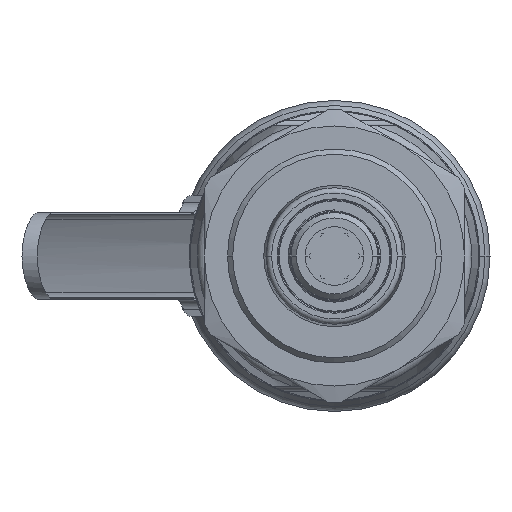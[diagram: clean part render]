
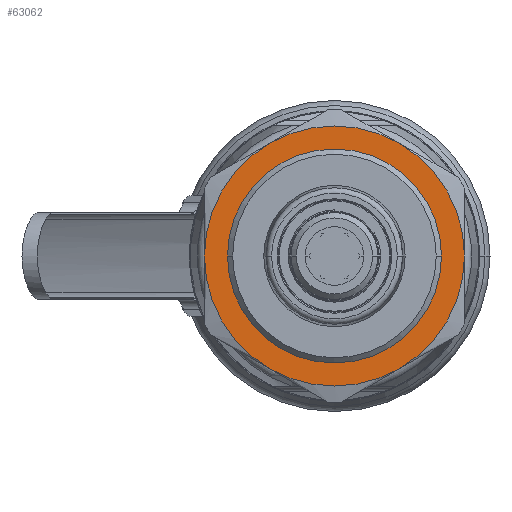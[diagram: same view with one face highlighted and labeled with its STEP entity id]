
A CAD part, left-side view. The second image highlights one B-rep face of the part: STEP entity #63062.
In plain terms, the highlighted planar face has unit normal (-1, 0, 0).
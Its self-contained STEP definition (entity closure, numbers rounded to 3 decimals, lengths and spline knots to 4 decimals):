
#10258=CARTESIAN_POINT('',(-7.7168,0.,0.));
#10259=DIRECTION('',(1.,0.,0.));
#10260=DIRECTION('',(0.,-1.,0.));
#10261=AXIS2_PLACEMENT_3D('',#10258,#10259,#10260);
#10263=CARTESIAN_POINT('',(-7.7168,0.,0.));
#10264=DIRECTION('',(1.,0.,0.));
#10265=DIRECTION('',(0.,-0.5,-0.866));
#10266=AXIS2_PLACEMENT_3D('',#10263,#10264,#10265);
#10268=CARTESIAN_POINT('',(-7.7168,0.,0.));
#10269=DIRECTION('',(1.,0.,0.));
#10270=DIRECTION('',(0.,0.5,-0.866));
#10271=AXIS2_PLACEMENT_3D('',#10268,#10269,#10270);
#10273=CARTESIAN_POINT('',(-7.7168,0.,0.));
#10274=DIRECTION('',(1.,0.,0.));
#10275=DIRECTION('',(0.,1.,0.));
#10276=AXIS2_PLACEMENT_3D('',#10273,#10274,#10275);
#10278=CARTESIAN_POINT('',(-7.7168,0.,0.));
#10279=DIRECTION('',(1.,0.,0.));
#10280=DIRECTION('',(0.,0.5,0.866));
#10281=AXIS2_PLACEMENT_3D('',#10278,#10279,#10280);
#10283=CARTESIAN_POINT('',(-7.7168,0.,0.));
#10284=DIRECTION('',(1.,0.,0.));
#10285=DIRECTION('',(0.,-0.5,0.866));
#10286=AXIS2_PLACEMENT_3D('',#10283,#10284,#10285);
#10288=CARTESIAN_POINT('',(-7.7168,0.,0.));
#10289=DIRECTION('',(-1.,0.,0.));
#10290=DIRECTION('',(0.,1.,0.));
#10291=AXIS2_PLACEMENT_3D('',#10288,#10289,#10290);
#10293=CARTESIAN_POINT('',(-7.7168,0.,0.));
#10294=DIRECTION('',(-1.,0.,0.));
#10295=DIRECTION('',(0.,-1.,0.));
#10296=AXIS2_PLACEMENT_3D('',#10293,#10294,#10295);
#52022=CARTESIAN_POINT('',(-7.7168,-0.7475,0.));
#52023=CARTESIAN_POINT('',(-7.7168,-0.3737,-0.6474));
#52024=VERTEX_POINT('',#52022);
#52025=VERTEX_POINT('',#52023);
#52026=CARTESIAN_POINT('',(-7.7168,0.3737,-0.6474));
#52027=VERTEX_POINT('',#52026);
#52028=CARTESIAN_POINT('',(-7.7168,0.7475,0.));
#52029=VERTEX_POINT('',#52028);
#52030=CARTESIAN_POINT('',(-7.7168,0.3737,0.6474));
#52031=VERTEX_POINT('',#52030);
#52032=CARTESIAN_POINT('',(-7.7168,-0.3737,0.6474));
#52033=VERTEX_POINT('',#52032);
#52687=CARTESIAN_POINT('',(-7.7168,0.615,0.));
#52688=CARTESIAN_POINT('',(-7.7168,-0.615,0.));
#52689=VERTEX_POINT('',#52687);
#52690=VERTEX_POINT('',#52688);
#63043=CARTESIAN_POINT('',(-7.7168,0.,0.));
#63044=DIRECTION('',(1.,0.,0.));
#63045=DIRECTION('',(0.,1.,0.));
#63046=AXIS2_PLACEMENT_3D('',#63043,#63044,#63045);
#63047=PLANE('',#63046);
#63048=ORIENTED_EDGE('',*,*,#62845,.T.);
#63049=ORIENTED_EDGE('',*,*,#63013,.T.);
#63050=ORIENTED_EDGE('',*,*,#62980,.T.);
#63051=ORIENTED_EDGE('',*,*,#62946,.T.);
#63052=ORIENTED_EDGE('',*,*,#62912,.T.);
#63053=ORIENTED_EDGE('',*,*,#62878,.T.);
#63054=EDGE_LOOP('',(#63048,#63049,#63050,#63051,#63052,#63053));
#63055=FACE_OUTER_BOUND('',#63054,.F.);
#63057=ORIENTED_EDGE('',*,*,#63056,.T.);
#63059=ORIENTED_EDGE('',*,*,#63058,.T.);
#63060=EDGE_LOOP('',(#63057,#63059));
#63061=FACE_BOUND('',#63060,.F.);
#63062=ADVANCED_FACE('',(#63055,#63061),#63047,.F.);
#10262=CIRCLE('',#10261,0.7475);
#10267=CIRCLE('',#10266,0.7475);
#10272=CIRCLE('',#10271,0.7475);
#10277=CIRCLE('',#10276,0.7475);
#10282=CIRCLE('',#10281,0.7475);
#10287=CIRCLE('',#10286,0.7475);
#10292=CIRCLE('',#10291,0.615);
#10297=CIRCLE('',#10296,0.615);
#62845=EDGE_CURVE('',#52024,#52025,#10262,.T.);
#62878=EDGE_CURVE('',#52033,#52024,#10287,.T.);
#62912=EDGE_CURVE('',#52031,#52033,#10282,.T.);
#62946=EDGE_CURVE('',#52029,#52031,#10277,.T.);
#62980=EDGE_CURVE('',#52027,#52029,#10272,.T.);
#63013=EDGE_CURVE('',#52025,#52027,#10267,.T.);
#63056=EDGE_CURVE('',#52689,#52690,#10292,.T.);
#63058=EDGE_CURVE('',#52690,#52689,#10297,.T.);
